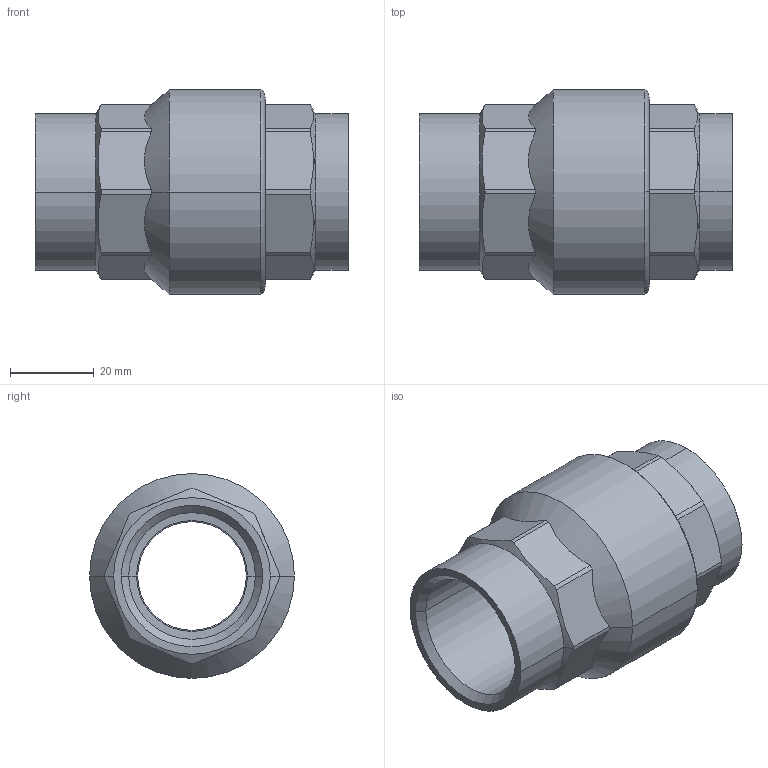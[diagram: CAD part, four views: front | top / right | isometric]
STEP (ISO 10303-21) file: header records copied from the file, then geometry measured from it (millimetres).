
FILE_DESCRIPTION(('Creo Elements/Direct Modeling STEP Export'),'2;1');
FILE_NAME('10000006.stp','2020-07-27T12:36:11',(''),(''),'Creo Elements/Direct Modeling STEP processor for AP214 (Solid Model)','Creo Elements/Direct Modeling 20.1A 29-Sep-2018 (C) Parametric Technology GmbH','');
FILE_SCHEMA(('AUTOMOTIVE_DESIGN { 1 0 10303 214 1 1 1 1 }'));
Length unit declared in the file: millimetre
Products named in the file (2): 10000006
Assembly tree (1 placements, depth 2):
  10000006
    10000006
Bounding box: 75 x 49 x 49 mm (x, y, z)
Volume: 58058.8 mm3; surface area: 18509.3 mm2
Topology: 1 solids, 1 shells, 69 faces, 177 edges, 111 vertices
Faces by surface type: cylinder 28, plane 19, cone 16, torus 6
Entity records: 3344 total; most frequent: CARTESIAN_POINT 1842, ORIENTED_EDGE 354, DIRECTION 244, EDGE_CURVE 177, VERTEX_POINT 111, AXIS2_PLACEMENT_3D 88, EDGE_LOOP 72, FACE_OUTER_BOUND 69
